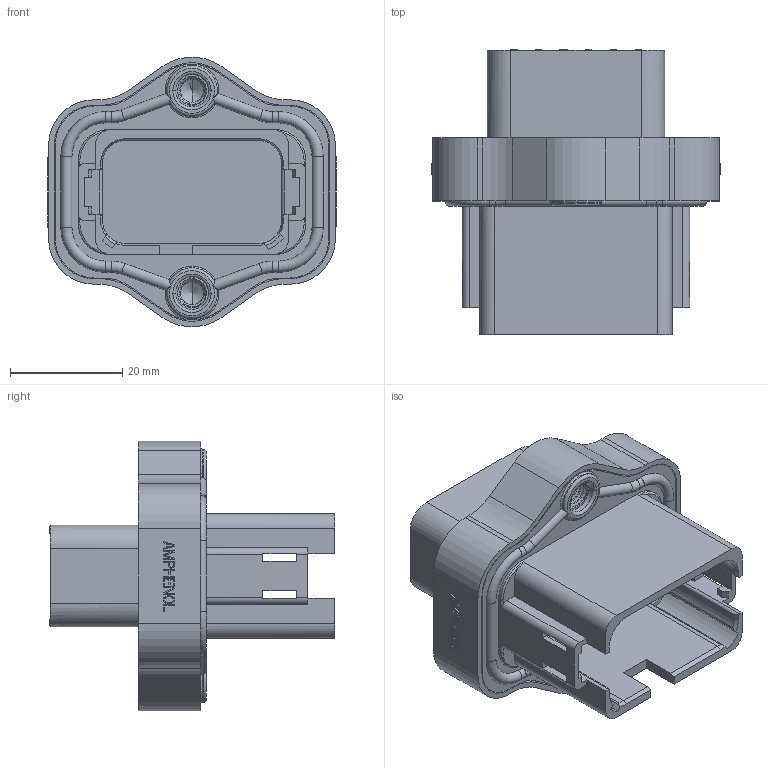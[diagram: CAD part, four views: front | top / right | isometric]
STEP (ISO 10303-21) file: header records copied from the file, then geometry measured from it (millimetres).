
FILE_DESCRIPTION((''),'2;1');
FILE_NAME('PL000478-A','2015-09-14T',('Orion.Li'),(''),'PRO/ENGINEER BY PARAMETRIC TECHNOLOGY CORPORATION, 2013230','PRO/ENGINEER BY PARAMETRIC TECHNOLOGY CORPORATION, 2013230','');
FILE_SCHEMA(('CONFIG_CONTROL_DESIGN'));
Length unit declared in the file: millimetre
Products named in the file (1): PL000478-A
Bounding box: 51.4 x 50.8 x 47.93 mm (x, y, z)
Volume: 28709.3 mm3; surface area: 16634.7 mm2
Topology: 1 solids, 4 shells, 1495 faces, 4151 edges, 2737 vertices
Faces by surface type: plane 1124, cylinder 187, extrusion 66, torus 62, cone 38, bspline 18
Entity records: 53073 total; most frequent: CARTESIAN_POINT 15016, ORIENTED_EDGE 8294, DIRECTION 7156, EDGE_CURVE 4147, VECTOR 3444, LINE 3378, VERTEX_POINT 2737, AXIS2_PLACEMENT_3D 1856
